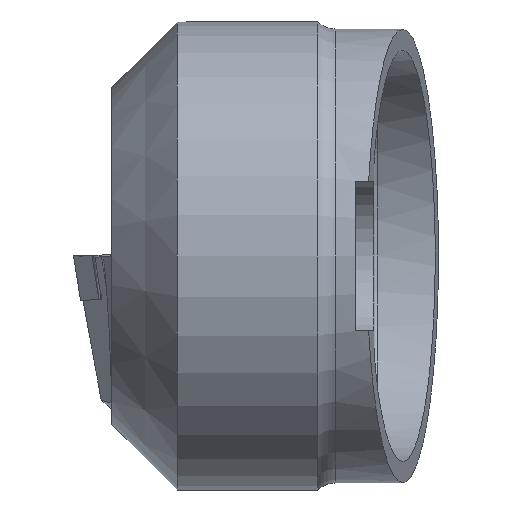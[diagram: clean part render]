
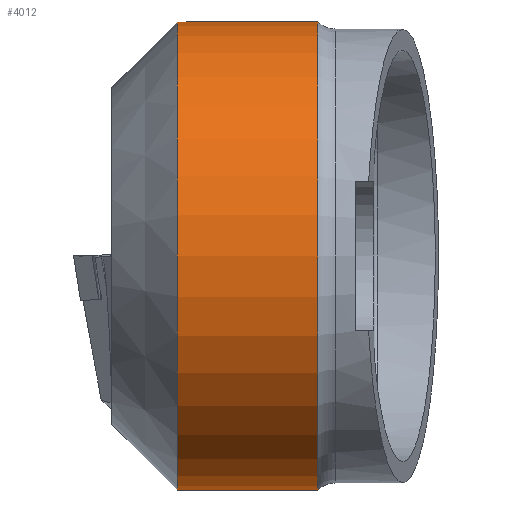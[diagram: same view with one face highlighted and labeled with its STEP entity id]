
A CAD part, front view. The second image highlights one B-rep face of the part: STEP entity #4012.
In plain terms, the highlighted cylindrical face has radius 12.5 mm (diameter 25 mm), a partial arc.
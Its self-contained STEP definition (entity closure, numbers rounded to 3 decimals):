
#158 = CARTESIAN_POINT ( 'NONE',  ( -16., 0., -12.5 ) ) ;
#225 = VERTEX_POINT ( 'NONE', #445 ) ;
#340 = DIRECTION ( 'NONE',  ( 1., 0., 0. ) ) ;
#369 = EDGE_CURVE ( 'NONE', #2505, #4481, #3939, .T. ) ;
#370 = VECTOR ( 'NONE', #2538, 1000. ) ;
#408 = CARTESIAN_POINT ( 'NONE',  ( -10.5, 0., 12.5 ) ) ;
#445 = CARTESIAN_POINT ( 'NONE',  ( -3.005, 0., 12.5 ) ) ;
#742 = EDGE_LOOP ( 'NONE', ( #3603, #3552, #3368, #2805 ) ) ;
#1107 = CIRCLE ( 'NONE', #2742, 12.5 ) ;
#1604 = EDGE_CURVE ( 'NONE', #225, #3556, #1107, .T. ) ;
#1648 = LINE ( 'NONE', #2496, #370 ) ;
#1860 = AXIS2_PLACEMENT_3D ( 'NONE', #2087, #2105, #2149 ) ;
#2025 = AXIS2_PLACEMENT_3D ( 'NONE', #3725, #3581, #3648 ) ;
#2087 = CARTESIAN_POINT ( 'NONE',  ( -10.5, 0., 0. ) ) ;
#2105 = DIRECTION ( 'NONE',  ( -1., 0., 0. ) ) ;
#2132 = CARTESIAN_POINT ( 'NONE',  ( -3.005, 0., -12.5 ) ) ;
#2149 = DIRECTION ( 'NONE',  ( 0., 0., 1. ) ) ;
#2496 = CARTESIAN_POINT ( 'NONE',  ( -16., 0., 12.5 ) ) ;
#2505 = VERTEX_POINT ( 'NONE', #3233 ) ;
#2538 = DIRECTION ( 'NONE',  ( 1., 0., 0. ) ) ;
#2627 = VECTOR ( 'NONE', #340, 1000. ) ;
#2628 = LINE ( 'NONE', #158, #2627 ) ;
#2742 = AXIS2_PLACEMENT_3D ( 'NONE', #5053, #5077, #5089 ) ;
#2805 = ORIENTED_EDGE ( 'NONE', *, *, #1604, .F. ) ;
#3233 = CARTESIAN_POINT ( 'NONE',  ( -10.5, 0., -12.5 ) ) ;
#3368 = ORIENTED_EDGE ( 'NONE', *, *, #4424, .T. ) ;
#3552 = ORIENTED_EDGE ( 'NONE', *, *, #369, .F. ) ;
#3556 = VERTEX_POINT ( 'NONE', #2132 ) ;
#3581 = DIRECTION ( 'NONE',  ( 1., 0., 0. ) ) ;
#3603 = ORIENTED_EDGE ( 'NONE', *, *, #5129, .F. ) ;
#3648 = DIRECTION ( 'NONE',  ( 0., 0., -1. ) ) ;
#3725 = CARTESIAN_POINT ( 'NONE',  ( -16., 0., 0. ) ) ;
#3939 = CIRCLE ( 'NONE', #1860, 12.5 ) ;
#4012 = ADVANCED_FACE ( 'NONE', ( #5189 ), #4887, .T. ) ;
#4424 = EDGE_CURVE ( 'NONE', #2505, #3556, #2628, .T. ) ;
#4481 = VERTEX_POINT ( 'NONE', #408 ) ;
#4887 = CYLINDRICAL_SURFACE ( 'NONE', #2025, 12.5 ) ;
#5053 = CARTESIAN_POINT ( 'NONE',  ( -3.005, 0., 0. ) ) ;
#5077 = DIRECTION ( 'NONE',  ( 1., 0., 0. ) ) ;
#5089 = DIRECTION ( 'NONE',  ( 0., 0., -1. ) ) ;
#5129 = EDGE_CURVE ( 'NONE', #4481, #225, #1648, .T. ) ;
#5189 = FACE_OUTER_BOUND ( 'NONE', #742, .T. ) ;
